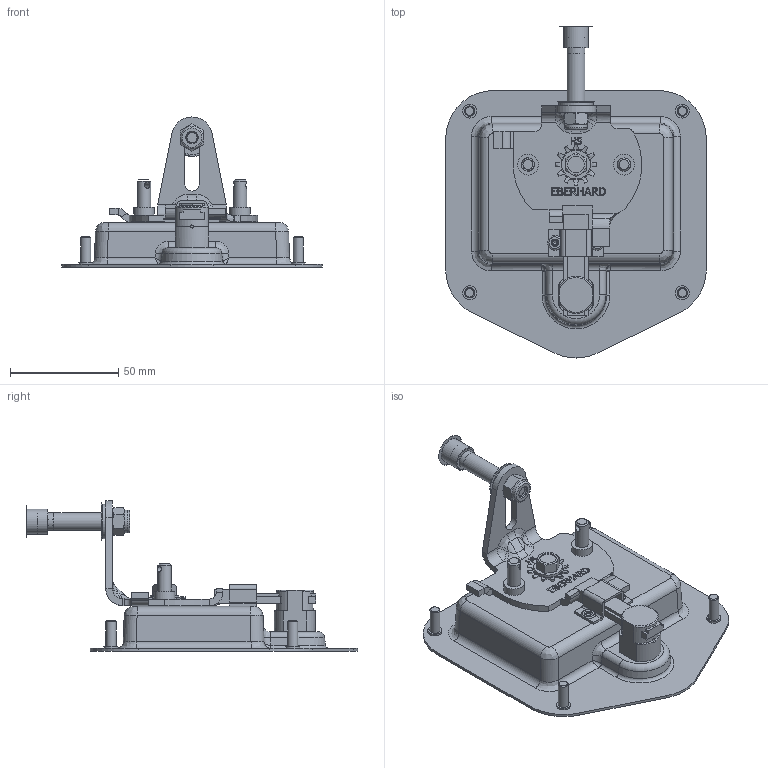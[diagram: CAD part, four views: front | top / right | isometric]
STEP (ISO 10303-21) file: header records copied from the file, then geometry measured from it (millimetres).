
FILE_DESCRIPTION(/* description */ (''),/* implementation_level */ '2;1');
FILE_NAME(/* name */ '33-48750-SSR.stp',/* time_stamp */ '2020-12-02T16:46:54-05:00',/* author */ ('jenniferk'),/* organization */ (''),/* preprocessor_version */ 'ST-DEVELOPER v18.1',/* originating_system */ 'Autodesk Inventor 2020',/* authorisation */ '');
FILE_SCHEMA (('AUTOMOTIVE_DESIGN { 1 0 10303 214 3 1 1 }'));
Products named in the file (1): 33-48750-SSR_Shrinkwrap_1
Bounding box: 120.65 x 153.57 x 69.44 mm (x, y, z)
Volume: 69551.6 mm3; surface area: 73540.7 mm2
Topology: 32 solids, 32 shells, 1325 faces, 3439 edges, 2198 vertices
Faces by surface type: plane 664, cylinder 334, bspline 191, torus 68, cone 43, sphere 25
Full cylindrical faces by diameter (mm): 0.794 x4, 1.397 x2, 2.921 x2, 3.124 x2, 3.454 x1, 3.701 x2, 3.759 x1, 4.445 x1, 4.699 x1, 4.709 x4, 4.762 x1, 4.877 x1, 4.94 x2, 4.976 x5, 4.978 x1, 5.664 x2, 5.791 x1, 6.096 x2, 6.147 x2, 6.247 x6, 6.35 x4, 6.477 x4, 7.341 x1, 7.62 x1, 7.861 x1, 8.331 x1, 9.652 x2, 10.43 x1, 10.884 x1, 11.557 x1
Entity records: 49490 total; most frequent: CARTESIAN_POINT 16116, ORIENTED_EDGE 6848, DIRECTION 6346, EDGE_CURVE 3424, AXIS2_PLACEMENT_3D 2225, VERTEX_POINT 2198, LINE 1896, VECTOR 1896
